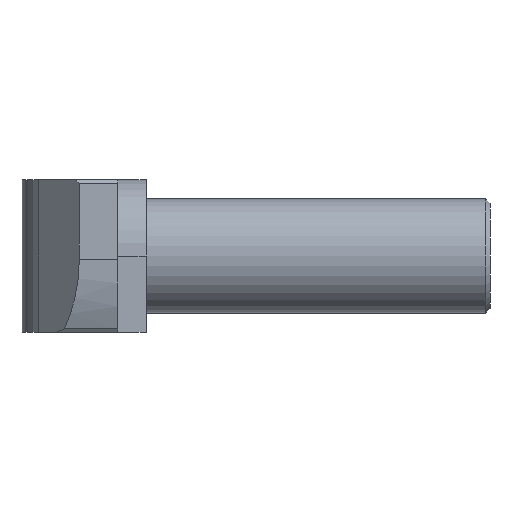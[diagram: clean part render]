
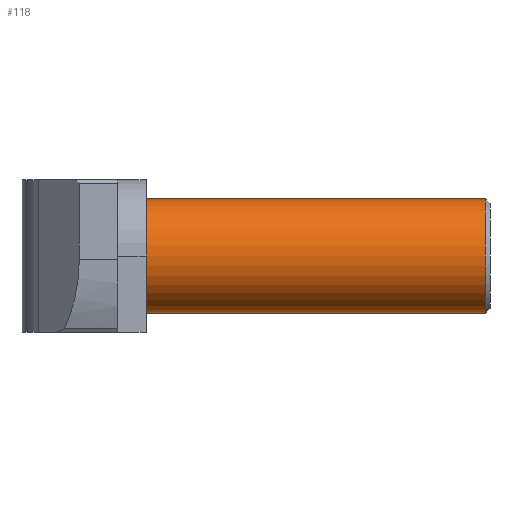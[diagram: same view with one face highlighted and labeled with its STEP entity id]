
A CAD part, left-side view. The second image highlights one B-rep face of the part: STEP entity #118.
In plain terms, the highlighted cylindrical face has radius 3 mm (diameter 6 mm), a partial arc.
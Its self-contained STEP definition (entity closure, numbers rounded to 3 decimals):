
#24 = ORIENTED_EDGE ( 'NONE', *, *, #73, .F. ) ;
#25 = ORIENTED_EDGE ( 'NONE', *, *, #71, .T. ) ;
#26 = ORIENTED_EDGE ( 'NONE', *, *, #95, .T. ) ;
#29 = ORIENTED_EDGE ( 'NONE', *, *, #74, .F. ) ;
#70 = FACE_OUTER_BOUND ( 'NONE', #587, .T. ) ;
#71 = EDGE_CURVE ( 'NONE', #838, #518, #576, .T. ) ;
#73 = EDGE_CURVE ( 'NONE', #838, #815, #577, .T. ) ;
#74 = EDGE_CURVE ( 'NONE', #815, #511, #581, .T. ) ;
#95 = EDGE_CURVE ( 'NONE', #518, #511, #717, .T. ) ;
#118 = ADVANCED_FACE ( 'NONE', ( #70 ), #347, .T. ) ;
#193 = CARTESIAN_POINT ( 'NONE',  ( -9., -3.25, -7. ) ) ;
#199 = CARTESIAN_POINT ( 'NONE',  ( -9., -21., -7. ) ) ;
#262 = CARTESIAN_POINT ( 'NONE',  ( -9., -3.25, -1. ) ) ;
#269 = CARTESIAN_POINT ( 'NONE',  ( -9., -21., -1. ) ) ;
#347 = CYLINDRICAL_SURFACE ( 'NONE', #441, 3. ) ;
#406 = CARTESIAN_POINT ( 'NONE',  ( -9., -21., -4. ) ) ;
#407 = DIRECTION ( 'NONE',  ( 0., 1., 0. ) ) ;
#408 = DIRECTION ( 'NONE',  ( 0., 0., 1. ) ) ;
#441 = AXIS2_PLACEMENT_3D ( 'NONE', #406, #407, #408 ) ;
#453 = AXIS2_PLACEMENT_3D ( 'NONE', #526, #527, #528 ) ;
#455 = AXIS2_PLACEMENT_3D ( 'NONE', #671, #672, #673 ) ;
#511 = VERTEX_POINT ( 'NONE', #262 ) ;
#518 = VERTEX_POINT ( 'NONE', #269 ) ;
#526 = CARTESIAN_POINT ( 'NONE',  ( -9., -21., -4. ) ) ;
#527 = DIRECTION ( 'NONE',  ( 0., 1., 0. ) ) ;
#528 = DIRECTION ( 'NONE',  ( 0., 0., 1. ) ) ;
#576 = CIRCLE ( 'NONE', #453, 3. ) ;
#577 = LINE ( 'NONE', #669, #579 ) ;
#579 = VECTOR ( 'NONE', #670, 1000. ) ;
#581 = CIRCLE ( 'NONE', #455, 3. ) ;
#587 = EDGE_LOOP ( 'NONE', ( #24, #25, #26, #29 ) ) ;
#669 = CARTESIAN_POINT ( 'NONE',  ( -9., -21., -7. ) ) ;
#670 = DIRECTION ( 'NONE',  ( 0., 1., 0. ) ) ;
#671 = CARTESIAN_POINT ( 'NONE',  ( -9., -3.25, -4. ) ) ;
#672 = DIRECTION ( 'NONE',  ( 0., 1., 0. ) ) ;
#673 = DIRECTION ( 'NONE',  ( 0., 0., 1. ) ) ;
#701 = CARTESIAN_POINT ( 'NONE',  ( -9., -21., -1. ) ) ;
#717 = LINE ( 'NONE', #701, #718 ) ;
#718 = VECTOR ( 'NONE', #764, 1000. ) ;
#764 = DIRECTION ( 'NONE',  ( 0., 1., 0. ) ) ;
#815 = VERTEX_POINT ( 'NONE', #193 ) ;
#838 = VERTEX_POINT ( 'NONE', #199 ) ;
